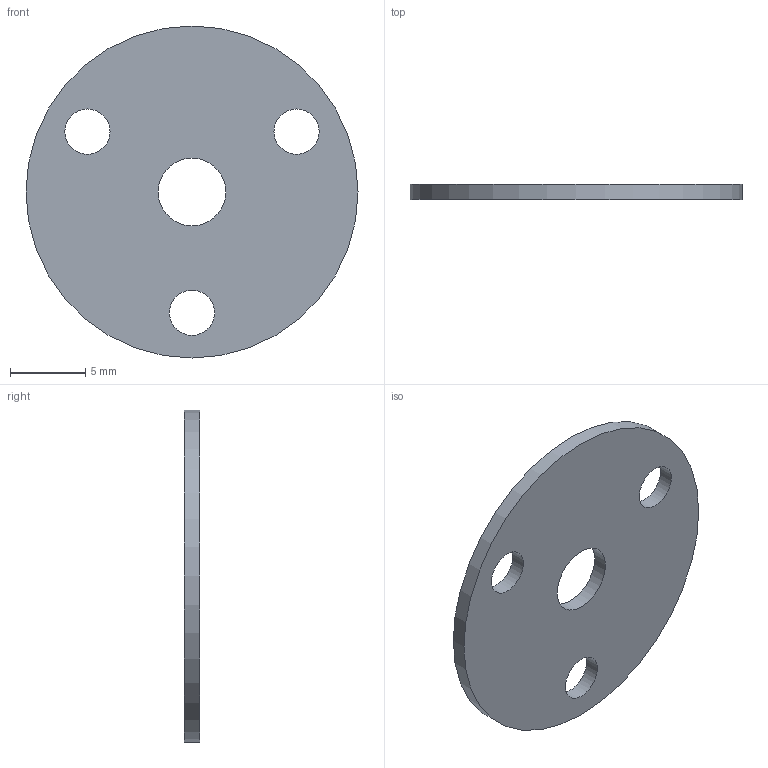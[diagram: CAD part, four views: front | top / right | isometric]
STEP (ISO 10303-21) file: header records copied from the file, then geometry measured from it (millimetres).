
FILE_DESCRIPTION(/* description */ ('Alibre Inc.'),/* implementation_level */ '2;1');
FILE_NAME(/* name */ 'export0',/* time_stamp */ '2015-07-05T22:42:08+12:00',/* author */ (''),/* organization */ (''),/* preprocessor_version */ 'ST-DEVELOPER v14',/* originating_system */ 'Alibre',/* authorisation */ '');
FILE_SCHEMA (('AUTOMOTIVE_DESIGN'));
Length unit declared in the file: millimetre
Bounding box: 22 x 1 x 22 mm (x, y, z)
Volume: 343 mm3; surface area: 797.6 mm2
Topology: 1 solids, 1 shells, 7 faces, 15 edges, 10 vertices
Faces by surface type: cylinder 5, plane 2
Full cylindrical faces by diameter (mm): 3 x3, 4.5 x1, 22 x1
Entity records: 203 total; most frequent: DIRECTION 32, CARTESIAN_POINT 27, ORIENTED_EDGE 20, EDGE_LOOP 20, FACE_BOUND 20, AXIS2_PLACEMENT_3D 17, VERTEX_POINT 10, CIRCLE 10
